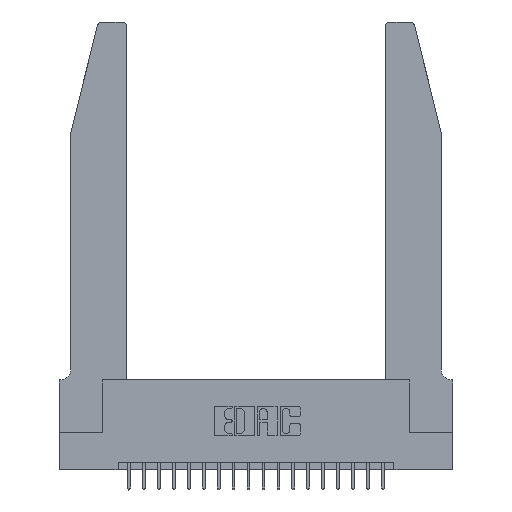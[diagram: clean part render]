
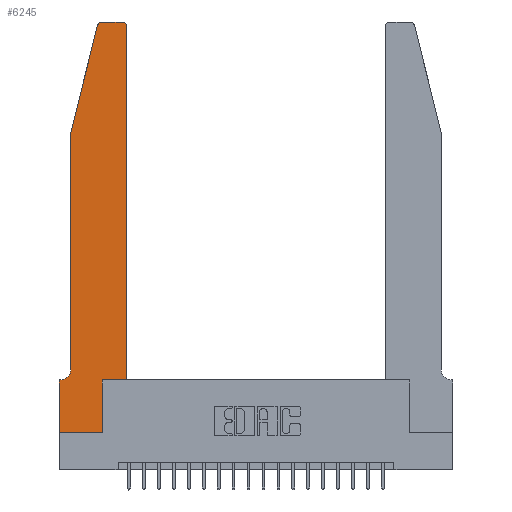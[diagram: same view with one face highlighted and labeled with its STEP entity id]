
A CAD part, top view. The second image highlights one B-rep face of the part: STEP entity #6245.
In plain terms, the highlighted planar face has unit normal (0, 0, 1).
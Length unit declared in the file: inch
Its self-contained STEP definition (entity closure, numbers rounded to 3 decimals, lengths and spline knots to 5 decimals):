
#99 = DIRECTION ( 'NONE',  ( 1., 0., 0. ) ) ;
#205 = CARTESIAN_POINT ( 'NONE',  ( 0., 0.35, 0.37 ) ) ;
#347 = AXIS2_PLACEMENT_3D ( 'NONE', #16553, #1153, #14527 ) ;
#568 = VERTEX_POINT ( 'NONE', #3957 ) ;
#838 = VERTEX_POINT ( 'NONE', #11911 ) ;
#978 = ORIENTED_EDGE ( 'NONE', *, *, #4843, .T. ) ;
#1002 = AXIS2_PLACEMENT_3D ( 'NONE', #205, #3466, #99 ) ;
#1153 = DIRECTION ( 'NONE',  ( 0., 0., 1. ) ) ;
#3081 = ORIENTED_EDGE ( 'NONE', *, *, #8223, .T. ) ;
#3466 = DIRECTION ( 'NONE',  ( 0., 0., 1. ) ) ;
#3549 = CARTESIAN_POINT ( 'NONE',  ( 0.0755, 0.42, 0.37 ) ) ;
#3950 = VECTOR ( 'NONE', #17634, 39.37008 ) ;
#3957 = CARTESIAN_POINT ( 'NONE',  ( 0.25487, 2.72718, 0.37 ) ) ;
#4046 = VECTOR ( 'NONE', #17141, 39.37008 ) ;
#4315 = DIRECTION ( 'NONE',  ( 1., 0., 0. ) ) ;
#4484 = DIRECTION ( 'NONE',  ( 0., 0., 1. ) ) ;
#4659 = CARTESIAN_POINT ( 'NONE',  ( 0.4505, 0.35, 0.37 ) ) ;
#4770 = CARTESIAN_POINT ( 'NONE',  ( 0., 0., 0.37 ) ) ;
#4799 = CARTESIAN_POINT ( 'NONE',  ( 0.4205, 2.75, 0.37 ) ) ;
#4843 = EDGE_CURVE ( 'NONE', #21963, #12648, #14803, .T. ) ;
#4865 = CARTESIAN_POINT ( 'NONE',  ( 0.0755, 2., 0.37 ) ) ;
#5160 = VECTOR ( 'NONE', #4315, 39.37008 ) ;
#5300 = DIRECTION ( 'NONE',  ( 0., 1., 0. ) ) ;
#5360 = VERTEX_POINT ( 'NONE', #3549 ) ;
#5710 = VECTOR ( 'NONE', #19337, 39.37008 ) ;
#5740 = CARTESIAN_POINT ( 'NONE',  ( 0.4205, 2.72, 0.37 ) ) ;
#6013 = AXIS2_PLACEMENT_3D ( 'NONE', #5740, #4484, #16076 ) ;
#6222 = CIRCLE ( 'NONE', #17374, 0.07 ) ;
#6245 = ADVANCED_FACE ( 'NONE', ( #17184 ), #8497, .T. ) ;
#6438 = ORIENTED_EDGE ( 'NONE', *, *, #12336, .T. ) ;
#6535 = CARTESIAN_POINT ( 'NONE',  ( 0.0755, 2., 0.37 ) ) ;
#6935 = CARTESIAN_POINT ( 'NONE',  ( 0.4505, 0.35, 0.37 ) ) ;
#6983 = CARTESIAN_POINT ( 'NONE',  ( 0.2865, 0., 0.37 ) ) ;
#7038 = LINE ( 'NONE', #6935, #9673 ) ;
#7203 = LINE ( 'NONE', #13840, #15144 ) ;
#7614 = LINE ( 'NONE', #9184, #5710 ) ;
#7670 = ORIENTED_EDGE ( 'NONE', *, *, #9114, .T. ) ;
#8107 = DIRECTION ( 'NONE',  ( -1., 0., 0. ) ) ;
#8223 = EDGE_CURVE ( 'NONE', #10150, #20774, #19637, .T. ) ;
#8448 = LINE ( 'NONE', #4865, #21694 ) ;
#8490 = EDGE_CURVE ( 'NONE', #19996, #11304, #7038, .T. ) ;
#8492 = DIRECTION ( 'NONE',  ( 0., 1., 0. ) ) ;
#8497 = PLANE ( 'NONE',  #1002 ) ;
#8649 = ORIENTED_EDGE ( 'NONE', *, *, #13144, .T. ) ;
#9114 = EDGE_CURVE ( 'NONE', #12648, #568, #19708, .T. ) ;
#9184 = CARTESIAN_POINT ( 'NONE',  ( 0., 0., 0.37 ) ) ;
#9473 = EDGE_CURVE ( 'NONE', #20774, #838, #7614, .T. ) ;
#9673 = VECTOR ( 'NONE', #8492, 39.37008 ) ;
#10104 = VECTOR ( 'NONE', #13395, 39.37008 ) ;
#10150 = VERTEX_POINT ( 'NONE', #17270 ) ;
#10280 = EDGE_LOOP ( 'NONE', ( #978, #7670, #12808, #6438, #16022, #3081, #11183, #8649, #14555, #15394, #11829, #21698 ) ) ;
#11183 = ORIENTED_EDGE ( 'NONE', *, *, #9473, .T. ) ;
#11304 = VERTEX_POINT ( 'NONE', #13546 ) ;
#11829 = ORIENTED_EDGE ( 'NONE', *, *, #8490, .T. ) ;
#11911 = CARTESIAN_POINT ( 'NONE',  ( 0., 0., 0.37 ) ) ;
#11978 = VERTEX_POINT ( 'NONE', #17567 ) ;
#12076 = VERTEX_POINT ( 'NONE', #12280 ) ;
#12087 = VECTOR ( 'NONE', #13114, 39.37008 ) ;
#12280 = CARTESIAN_POINT ( 'NONE',  ( 0.0755, 2., 0.37 ) ) ;
#12336 = EDGE_CURVE ( 'NONE', #12076, #5360, #13499, .T. ) ;
#12564 = EDGE_CURVE ( 'NONE', #21401, #11978, #7203, .T. ) ;
#12566 = CARTESIAN_POINT ( 'NONE',  ( 0.0755, 0.35, 0.37 ) ) ;
#12648 = VERTEX_POINT ( 'NONE', #14495 ) ;
#12808 = ORIENTED_EDGE ( 'NONE', *, *, #17765, .T. ) ;
#12830 = CARTESIAN_POINT ( 'NONE',  ( 0.0055, 0.42, 0.37 ) ) ;
#13114 = DIRECTION ( 'NONE',  ( -1., 0., 0. ) ) ;
#13144 = EDGE_CURVE ( 'NONE', #838, #21401, #15325, .T. ) ;
#13395 = DIRECTION ( 'NONE',  ( 0., -1., 0. ) ) ;
#13499 = LINE ( 'NONE', #6535, #10104 ) ;
#13546 = CARTESIAN_POINT ( 'NONE',  ( 0.4505, 2.72, 0.37 ) ) ;
#13840 = CARTESIAN_POINT ( 'NONE',  ( 0.2865, 0.35, 0.37 ) ) ;
#14495 = CARTESIAN_POINT ( 'NONE',  ( 0.284, 2.75, 0.37 ) ) ;
#14527 = DIRECTION ( 'NONE',  ( 1., 0., 0. ) ) ;
#14555 = ORIENTED_EDGE ( 'NONE', *, *, #12564, .T. ) ;
#14629 = CIRCLE ( 'NONE', #6013, 0.03 ) ;
#14803 = LINE ( 'NONE', #21541, #12087 ) ;
#15144 = VECTOR ( 'NONE', #5300, 39.37008 ) ;
#15325 = LINE ( 'NONE', #4770, #4046 ) ;
#15394 = ORIENTED_EDGE ( 'NONE', *, *, #15848, .T. ) ;
#15848 = EDGE_CURVE ( 'NONE', #11978, #19996, #21610, .T. ) ;
#16022 = ORIENTED_EDGE ( 'NONE', *, *, #16354, .T. ) ;
#16076 = DIRECTION ( 'NONE',  ( 1., 0., 0. ) ) ;
#16354 = EDGE_CURVE ( 'NONE', #5360, #10150, #6222, .T. ) ;
#16553 = CARTESIAN_POINT ( 'NONE',  ( 0.284, 2.72, 0.37 ) ) ;
#16660 = DIRECTION ( 'NONE',  ( 0., 0., -1. ) ) ;
#17141 = DIRECTION ( 'NONE',  ( 1., 0., 0. ) ) ;
#17184 = FACE_OUTER_BOUND ( 'NONE', #10280, .T. ) ;
#17270 = CARTESIAN_POINT ( 'NONE',  ( 0.0055, 0.35, 0.37 ) ) ;
#17374 = AXIS2_PLACEMENT_3D ( 'NONE', #12830, #16660, #8107 ) ;
#17567 = CARTESIAN_POINT ( 'NONE',  ( 0.2865, 0.35, 0.37 ) ) ;
#17624 = CARTESIAN_POINT ( 'NONE',  ( 0., 0.35, 0.37 ) ) ;
#17634 = DIRECTION ( 'NONE',  ( -1., 0., 0. ) ) ;
#17765 = EDGE_CURVE ( 'NONE', #568, #12076, #8448, .T. ) ;
#17919 = CARTESIAN_POINT ( 'NONE',  ( 0.4505, 0.35, 0.37 ) ) ;
#18695 = DIRECTION ( 'NONE',  ( -0.239, -0.971, 0. ) ) ;
#19337 = DIRECTION ( 'NONE',  ( 0., -1., 0. ) ) ;
#19637 = LINE ( 'NONE', #12566, #3950 ) ;
#19708 = CIRCLE ( 'NONE', #347, 0.03 ) ;
#19996 = VERTEX_POINT ( 'NONE', #4659 ) ;
#20774 = VERTEX_POINT ( 'NONE', #17624 ) ;
#21401 = VERTEX_POINT ( 'NONE', #6983 ) ;
#21460 = EDGE_CURVE ( 'NONE', #11304, #21963, #14629, .T. ) ;
#21541 = CARTESIAN_POINT ( 'NONE',  ( 0.2605, 2.75, 0.37 ) ) ;
#21610 = LINE ( 'NONE', #17919, #5160 ) ;
#21694 = VECTOR ( 'NONE', #18695, 39.37008 ) ;
#21698 = ORIENTED_EDGE ( 'NONE', *, *, #21460, .T. ) ;
#21963 = VERTEX_POINT ( 'NONE', #4799 ) ;
